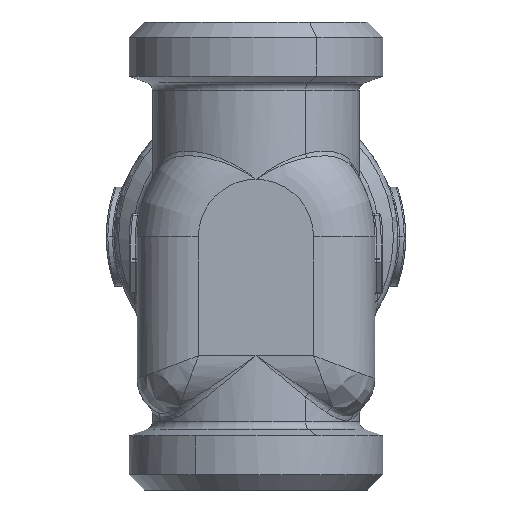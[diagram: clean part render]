
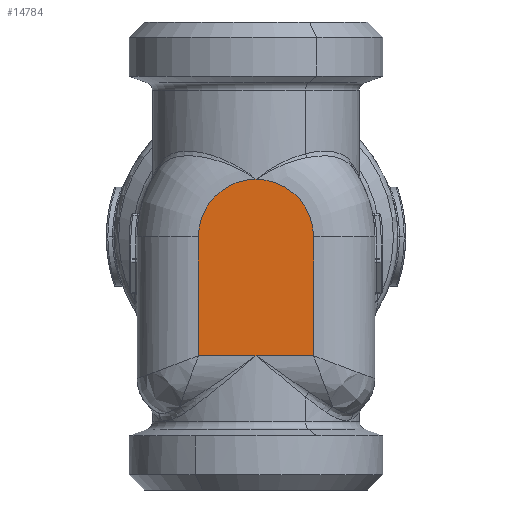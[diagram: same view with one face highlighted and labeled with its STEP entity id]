
A CAD part, front view. The second image highlights one B-rep face of the part: STEP entity #14784.
In plain terms, the highlighted planar face has unit normal (0, -1, 0).
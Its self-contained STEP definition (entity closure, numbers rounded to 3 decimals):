
#8442=CARTESIAN_POINT('Vertex',(13.,-73.5,49.5)) ;
#9246=CARTESIAN_POINT('Vertex',(5.5,-73.5,49.5)) ;
#9257=CARTESIAN_POINT('Line Origine',(8.004,-73.5,49.5)) ;
#9383=CARTESIAN_POINT('Vertex',(20.5,-73.5,49.5)) ;
#9386=CARTESIAN_POINT('Line Origine',(8.004,-73.5,49.5)) ;
#9753=CARTESIAN_POINT('Vertex',(13.,-73.5,72.5)) ;
#13502=CARTESIAN_POINT('Vertex',(5.5,-73.5,65.)) ;
#13505=CARTESIAN_POINT('Axis2P3D Location',(13.,-73.5,65.)) ;
#13509=CARTESIAN_POINT('Vertex',(9.404,-73.5,71.582)) ;
#13512=CARTESIAN_POINT('Axis2P3D Location',(13.,-73.5,65.)) ;
#14753=CARTESIAN_POINT('Axis2P3D Location',(13.,-73.5,80.5)) ;
#14758=CARTESIAN_POINT('Line Origine',(20.5,-73.5,57.25)) ;
#14762=CARTESIAN_POINT('Vertex',(20.5,-73.5,65.)) ;
#14765=CARTESIAN_POINT('Axis2P3D Location',(13.,-73.5,65.)) ;
#14770=CARTESIAN_POINT('Line Origine',(5.5,-73.5,57.25)) ;
#9258=DIRECTION('Vector Direction',(-1.,0.,0.)) ;
#9387=DIRECTION('Vector Direction',(-1.,0.,0.)) ;
#13506=DIRECTION('Axis2P3D Direction',(0.,-1.,0.)) ;
#13513=DIRECTION('Axis2P3D Direction',(0.,-1.,0.)) ;
#14754=DIRECTION('Axis2P3D Direction',(-0.,-1.,-0.)) ;
#14755=DIRECTION('Axis2P3D XDirection',(-1.,0.,0.)) ;
#14759=DIRECTION('Vector Direction',(0.,0.,-1.)) ;
#14766=DIRECTION('Axis2P3D Direction',(-0.,-1.,-0.)) ;
#14771=DIRECTION('Vector Direction',(0.,0.,1.)) ;
#13507=AXIS2_PLACEMENT_3D('Circle Axis2P3D',#13505,#13506,$) ;
#13514=AXIS2_PLACEMENT_3D('Circle Axis2P3D',#13512,#13513,$) ;
#14756=AXIS2_PLACEMENT_3D('Plane Axis2P3D',#14753,#14754,#14755) ;
#14767=AXIS2_PLACEMENT_3D('Circle Axis2P3D',#14765,#14766,$) ;
#14776=ORIENTED_EDGE('',*,*,#9390,.F.) ;
#14777=ORIENTED_EDGE('',*,*,#14764,.F.) ;
#14778=ORIENTED_EDGE('',*,*,#14769,.F.) ;
#14779=ORIENTED_EDGE('',*,*,#13516,.F.) ;
#14780=ORIENTED_EDGE('',*,*,#13511,.F.) ;
#14781=ORIENTED_EDGE('',*,*,#14774,.F.) ;
#14782=ORIENTED_EDGE('',*,*,#9261,.F.) ;
#9259=VECTOR('Line Direction',#9258,1.) ;
#9388=VECTOR('Line Direction',#9387,1.) ;
#14760=VECTOR('Line Direction',#14759,1.) ;
#14772=VECTOR('Line Direction',#14771,1.) ;
#14784=ADVANCED_FACE('PartBody',(#14783),#14757,.T.) ;
#13508=CIRCLE('generated circle',#13507,7.5) ;
#13515=CIRCLE('generated circle',#13514,7.5) ;
#14768=CIRCLE('generated circle',#14767,7.5) ;
#9261=EDGE_CURVE('',#8443,#9247,#9260,.T.) ;
#9390=EDGE_CURVE('',#9384,#8443,#9389,.T.) ;
#13511=EDGE_CURVE('',#13503,#13510,#13508,.F.) ;
#13516=EDGE_CURVE('',#13510,#9754,#13515,.F.) ;
#14764=EDGE_CURVE('',#14763,#9384,#14761,.T.) ;
#14769=EDGE_CURVE('',#9754,#14763,#14768,.F.) ;
#14774=EDGE_CURVE('',#9247,#13503,#14773,.T.) ;
#14775=EDGE_LOOP('',(#14776,#14777,#14778,#14779,#14780,#14781,#14782)) ;
#14783=FACE_OUTER_BOUND('',#14775,.T.) ;
#9260=LINE('Line',#9257,#9259) ;
#9389=LINE('Line',#9386,#9388) ;
#14761=LINE('Line',#14758,#14760) ;
#14773=LINE('Line',#14770,#14772) ;
#14757=PLANE('',#14756) ;
#8443=VERTEX_POINT('',#8442) ;
#9247=VERTEX_POINT('',#9246) ;
#9384=VERTEX_POINT('',#9383) ;
#9754=VERTEX_POINT('',#9753) ;
#13503=VERTEX_POINT('',#13502) ;
#13510=VERTEX_POINT('',#13509) ;
#14763=VERTEX_POINT('',#14762) ;
